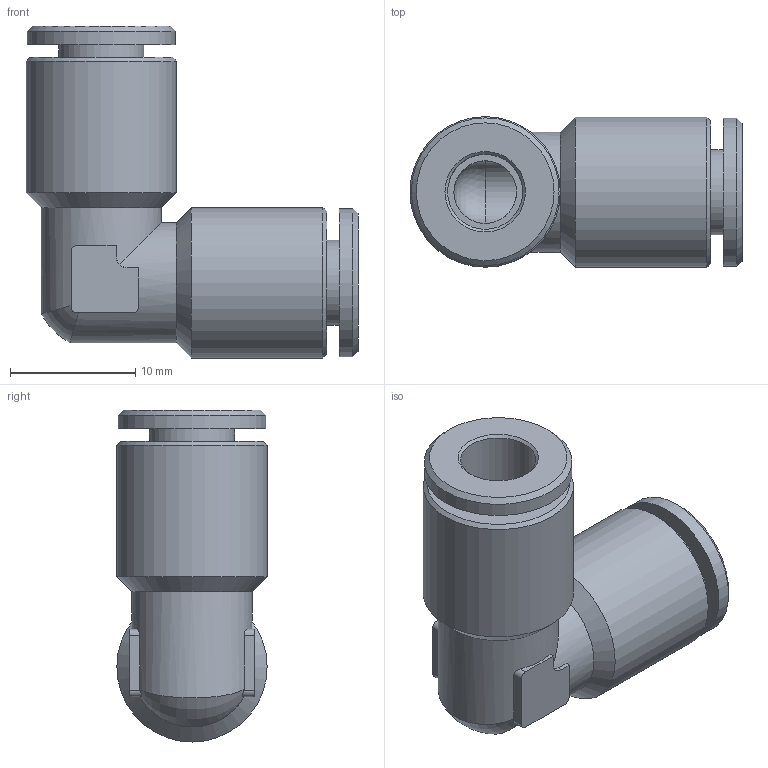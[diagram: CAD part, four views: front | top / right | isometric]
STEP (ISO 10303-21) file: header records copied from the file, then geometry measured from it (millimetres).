
FILE_DESCRIPTION(/* description */ ('STEP AP214'),/* implementation_level */ '2;1');
FILE_NAME(/* name */ '578271_NPQH-L-Q6-E-P10',/* time_stamp */ '2024-09-13T05:26:27+02:00',/* author */ ('License CC BY-ND 4.0'),/* organization */ ('CADENAS'),/* preprocessor_version */ 'ST-DEVELOPER v19.3',/* originating_system */ 'PARTsolutions',/* authorisation */ ' ');
FILE_SCHEMA (('AUTOMOTIVE_DESIGN {1 0 10303 214 3 1 1}'));
Length unit declared in the file: millimetre
Products named in the file (1): 578271 NPQH-L-Q6-E-P10
Bounding box: 26.5 x 12 x 26.5 mm (x, y, z)
Volume: 2858 mm3; surface area: 2638.8 mm2
Topology: 1 solids, 1 shells, 52 faces, 124 edges, 79 vertices
Faces by surface type: plane 22, cylinder 20, cone 8, torus 1, sphere 1
Full cylindrical faces by diameter (mm): 5 x2, 6 x2, 6.8 x2, 9.6 x2, 11.8 x2, 12 x2
Entity records: 1410 total; most frequent: CARTESIAN_POINT 281, DIRECTION 230, ORIENTED_EDGE 196, EDGE_CURVE 98, AXIS2_PLACEMENT_3D 95, EDGE_LOOP 80, FACE_BOUND 80, VERTEX_POINT 74
